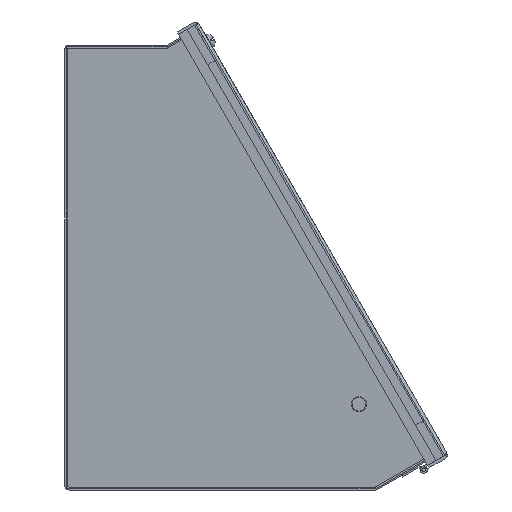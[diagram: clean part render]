
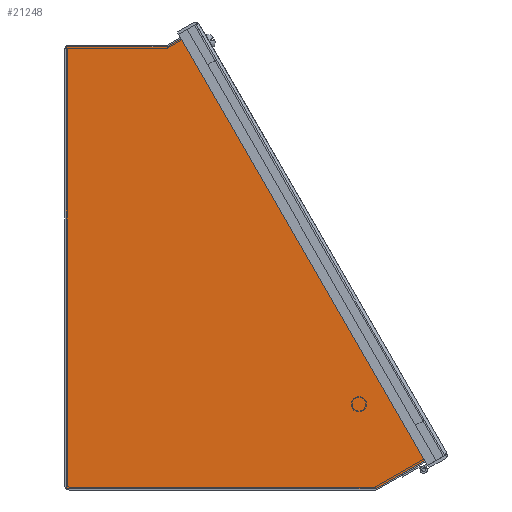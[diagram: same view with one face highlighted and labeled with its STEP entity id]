
A CAD part, left-side view. The second image highlights one B-rep face of the part: STEP entity #21248.
In plain terms, the highlighted planar face has unit normal (-1, 0, 0).
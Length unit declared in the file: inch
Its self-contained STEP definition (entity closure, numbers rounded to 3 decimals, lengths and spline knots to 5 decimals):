
#552 = CARTESIAN_POINT ( 'NONE',  ( -12., -3.41509, 10.59853 ) ) ;
#1374 = VERTEX_POINT ( 'NONE', #22510 ) ;
#1437 = DIRECTION ( 'NONE',  ( 0., -0.5, -0.866 ) ) ;
#1857 = LINE ( 'NONE', #3548, #24667 ) ;
#1897 = LINE ( 'NONE', #17751, #6781 ) ;
#2013 = VECTOR ( 'NONE', #7150, 39.37008 ) ;
#2423 = EDGE_CURVE ( 'NONE', #20501, #13356, #6585, .T. ) ;
#2840 = VERTEX_POINT ( 'NONE', #24763 ) ;
#3412 = DIRECTION ( 'NONE',  ( 0., -0.866, 0.5 ) ) ;
#3548 = CARTESIAN_POINT ( 'NONE',  ( -12., -8.70136, 1.44401 ) ) ;
#4132 = VECTOR ( 'NONE', #3412, 39.37008 ) ;
#4462 = LINE ( 'NONE', #20326, #9048 ) ;
#5225 = VECTOR ( 'NONE', #24122, 39.37008 ) ;
#5913 = ORIENTED_EDGE ( 'NONE', *, *, #19066, .F. ) ;
#5930 = EDGE_CURVE ( 'NONE', #1374, #21425, #24068, .T. ) ;
#6051 = VERTEX_POINT ( 'NONE', #24333 ) ;
#6585 = LINE ( 'NONE', #552, #21167 ) ;
#6609 = VECTOR ( 'NONE', #25578, 39.37008 ) ;
#6781 = VECTOR ( 'NONE', #15915, 39.37008 ) ;
#7111 = CARTESIAN_POINT ( 'NONE',  ( -12., -8.70136, 1.44401 ) ) ;
#7115 = EDGE_CURVE ( 'NONE', #8875, #16688, #1897, .T. ) ;
#7150 = DIRECTION ( 'NONE',  ( 0., 1., 0. ) ) ;
#7654 = VERTEX_POINT ( 'NONE', #12439 ) ;
#7770 = CARTESIAN_POINT ( 'NONE',  ( -12., -3.4774, 10.6346 ) ) ;
#7963 = LINE ( 'NONE', #24070, #19988 ) ;
#8026 = PLANE ( 'NONE',  #13357 ) ;
#8115 = VECTOR ( 'NONE', #20261, 39.37008 ) ;
#8137 = LINE ( 'NONE', #23595, #5225 ) ;
#8140 = ORIENTED_EDGE ( 'NONE', *, *, #5930, .F. ) ;
#8410 = DIRECTION ( 'NONE',  ( 0., -1., 0. ) ) ;
#8768 = DIRECTION ( 'NONE',  ( 1., 0., 0. ) ) ;
#8875 = VERTEX_POINT ( 'NONE', #7770 ) ;
#8898 = ORIENTED_EDGE ( 'NONE', *, *, #21216, .T. ) ;
#8905 = ORIENTED_EDGE ( 'NONE', *, *, #10121, .F. ) ;
#9010 = ORIENTED_EDGE ( 'NONE', *, *, #18535, .F. ) ;
#9048 = VECTOR ( 'NONE', #8410, 39.37008 ) ;
#9655 = CARTESIAN_POINT ( 'NONE',  ( -12., -9.10522, 0.88861 ) ) ;
#9853 = DIRECTION ( 'NONE',  ( 0., 0.5, 0.866 ) ) ;
#10121 = EDGE_CURVE ( 'NONE', #14774, #8875, #21101, .T. ) ;
#10370 = ORIENTED_EDGE ( 'NONE', *, *, #23511, .F. ) ;
#10498 = ORIENTED_EDGE ( 'NONE', *, *, #17736, .F. ) ;
#11128 = CARTESIAN_POINT ( 'NONE',  ( -12., -2.509, 10.864 ) ) ;
#11411 = ORIENTED_EDGE ( 'NONE', *, *, #11562, .T. ) ;
#11562 = EDGE_CURVE ( 'NONE', #16639, #13356, #8137, .T. ) ;
#12055 = VECTOR ( 'NONE', #20361, 39.37008 ) ;
#12233 = ORIENTED_EDGE ( 'NONE', *, *, #2423, .F. ) ;
#12439 = CARTESIAN_POINT ( 'NONE',  ( -12., -8.76371, 1.48001 ) ) ;
#12745 = LINE ( 'NONE', #18522, #12055 ) ;
#12972 = CARTESIAN_POINT ( 'NONE',  ( -12., -3.41505, 10.5986 ) ) ;
#13022 = VERTEX_POINT ( 'NONE', #11128 ) ;
#13356 = VERTEX_POINT ( 'NONE', #18583 ) ;
#13357 = AXIS2_PLACEMENT_3D ( 'NONE', #16755, #8768, #20560 ) ;
#13972 = VECTOR ( 'NONE', #1437, 39.37008 ) ;
#14624 = CARTESIAN_POINT ( 'NONE',  ( -12., -3.41509, 10.59853 ) ) ;
#14774 = VERTEX_POINT ( 'NONE', #21210 ) ;
#15040 = CARTESIAN_POINT ( 'NONE',  ( -12., -7.62871, 0.036 ) ) ;
#15515 = EDGE_CURVE ( 'NONE', #16639, #7654, #25052, .T. ) ;
#15543 = ORIENTED_EDGE ( 'NONE', *, *, #15515, .F. ) ;
#15610 = CARTESIAN_POINT ( 'NONE',  ( -12., -2.509, 10.864 ) ) ;
#15915 = DIRECTION ( 'NONE',  ( 0., 0.866, -0.5 ) ) ;
#16639 = VERTEX_POINT ( 'NONE', #18364 ) ;
#16688 = VERTEX_POINT ( 'NONE', #12972 ) ;
#16755 = CARTESIAN_POINT ( 'NONE',  ( -12., -0.036, 0.036 ) ) ;
#17008 = ORIENTED_EDGE ( 'NONE', *, *, #18801, .F. ) ;
#17719 = LINE ( 'NONE', #15610, #6609 ) ;
#17736 = EDGE_CURVE ( 'NONE', #6051, #13022, #4462, .T. ) ;
#17751 = CARTESIAN_POINT ( 'NONE',  ( -12., -3.4774, 10.6346 ) ) ;
#18364 = CARTESIAN_POINT ( 'NONE',  ( -12., -8.70136, 1.44401 ) ) ;
#18522 = CARTESIAN_POINT ( 'NONE',  ( -12., -8.76371, 1.48001 ) ) ;
#18535 = EDGE_CURVE ( 'NONE', #2840, #6051, #7963, .T. ) ;
#18583 = CARTESIAN_POINT ( 'NONE',  ( -12., -8.70132, 1.44407 ) ) ;
#18801 = EDGE_CURVE ( 'NONE', #21425, #2840, #25094, .T. ) ;
#19066 = EDGE_CURVE ( 'NONE', #7654, #1374, #12745, .T. ) ;
#19203 = CARTESIAN_POINT ( 'NONE',  ( -12., -0.036, 0.036 ) ) ;
#19217 = ORIENTED_EDGE ( 'NONE', *, *, #7115, .F. ) ;
#19988 = VECTOR ( 'NONE', #25905, 39.37008 ) ;
#20198 = EDGE_LOOP ( 'NONE', ( #17008, #8140, #5913, #15543, #11411, #12233, #8898, #19217, #8905, #10370, #10498, #9010 ) ) ;
#20261 = DIRECTION ( 'NONE',  ( 0., 0.866, -0.5 ) ) ;
#20326 = CARTESIAN_POINT ( 'NONE',  ( -12., -0.036, 10.864 ) ) ;
#20361 = DIRECTION ( 'NONE',  ( 0., -0.5, -0.866 ) ) ;
#20501 = VERTEX_POINT ( 'NONE', #14624 ) ;
#20560 = DIRECTION ( 'NONE',  ( 0., 0., 1. ) ) ;
#21101 = LINE ( 'NONE', #21477, #13972 ) ;
#21167 = VECTOR ( 'NONE', #24910, 39.37008 ) ;
#21210 = CARTESIAN_POINT ( 'NONE',  ( -12., -3.1359, 11.226 ) ) ;
#21216 = EDGE_CURVE ( 'NONE', #20501, #16688, #1857, .T. ) ;
#21248 = ADVANCED_FACE ( 'NONE', ( #24141 ), #8026, .F. ) ;
#21425 = VERTEX_POINT ( 'NONE', #15040 ) ;
#21477 = CARTESIAN_POINT ( 'NONE',  ( -12., -3.1359, 11.226 ) ) ;
#22510 = CARTESIAN_POINT ( 'NONE',  ( -12., -9.10522, 0.88861 ) ) ;
#23511 = EDGE_CURVE ( 'NONE', #13022, #14774, #17719, .T. ) ;
#23595 = CARTESIAN_POINT ( 'NONE',  ( -12., -8.70136, 1.44401 ) ) ;
#24068 = LINE ( 'NONE', #9655, #8115 ) ;
#24070 = CARTESIAN_POINT ( 'NONE',  ( -12., -0.036, 0.036 ) ) ;
#24122 = DIRECTION ( 'NONE',  ( 0., 0.5, 0.866 ) ) ;
#24141 = FACE_OUTER_BOUND ( 'NONE', #20198, .T. ) ;
#24333 = CARTESIAN_POINT ( 'NONE',  ( -12., -0.036, 10.864 ) ) ;
#24667 = VECTOR ( 'NONE', #9853, 39.37008 ) ;
#24763 = CARTESIAN_POINT ( 'NONE',  ( -12., -0.036, 0.036 ) ) ;
#24910 = DIRECTION ( 'NONE',  ( 0., -0.5, -0.866 ) ) ;
#25052 = LINE ( 'NONE', #7111, #4132 ) ;
#25094 = LINE ( 'NONE', #19203, #2013 ) ;
#25578 = DIRECTION ( 'NONE',  ( 0., -0.866, 0.5 ) ) ;
#25905 = DIRECTION ( 'NONE',  ( 0., 0., 1. ) ) ;
